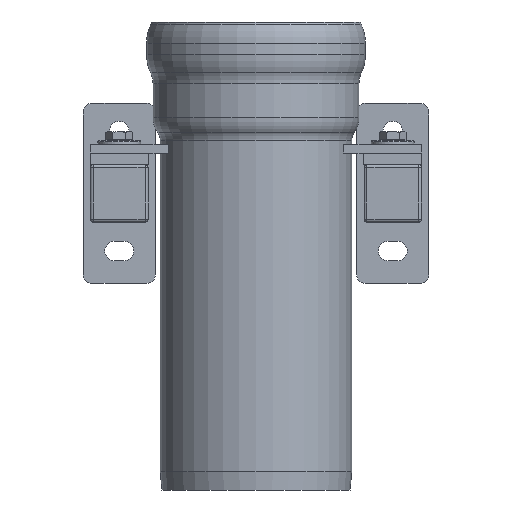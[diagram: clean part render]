
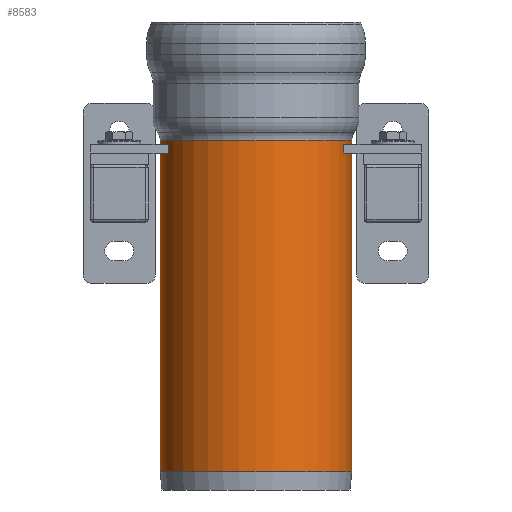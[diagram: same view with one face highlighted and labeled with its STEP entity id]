
A CAD part, front view. The second image highlights one B-rep face of the part: STEP entity #8583.
In plain terms, the highlighted cylindrical face has radius 66.5 mm (diameter 133 mm), a full revolution.
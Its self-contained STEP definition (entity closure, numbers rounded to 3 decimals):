
#935=FACE_OUTER_BOUND('',#1521,.T.);
#1521=EDGE_LOOP('',(#7544,#7545,#7546,#7547,#7548));
#2303=LINE('',#15651,#3061);
#3061=VECTOR('',#11775,66.5);
#3474=CIRCLE('',#9433,66.5);
#3475=CIRCLE('',#9435,66.5);
#3476=CIRCLE('',#9436,66.5);
#4220=VERTEX_POINT('',#15644);
#4221=VERTEX_POINT('',#15648);
#4222=VERTEX_POINT('',#15649);
#5337=EDGE_CURVE('',#4220,#4220,#3474,.T.);
#5339=EDGE_CURVE('',#4221,#4222,#3475,.T.);
#5340=EDGE_CURVE('',#4221,#4220,#2303,.T.);
#5341=EDGE_CURVE('',#4222,#4221,#3476,.T.);
#7544=ORIENTED_EDGE('',*,*,#5339,.F.);
#7545=ORIENTED_EDGE('',*,*,#5340,.T.);
#7546=ORIENTED_EDGE('',*,*,#5337,.T.);
#7547=ORIENTED_EDGE('',*,*,#5340,.F.);
#7548=ORIENTED_EDGE('',*,*,#5341,.F.);
#8174=CYLINDRICAL_SURFACE('',#9434,66.5);
#8583=ADVANCED_FACE('',(#935),#8174,.T.);
#9433=AXIS2_PLACEMENT_3D('',#15645,#11768,#11769);
#9434=AXIS2_PLACEMENT_3D('',#15647,#11771,#11772);
#9435=AXIS2_PLACEMENT_3D('',#15650,#11773,#11774);
#9436=AXIS2_PLACEMENT_3D('',#15652,#11776,#11777);
#11768=DIRECTION('center_axis',(0.,0.,1.));
#11769=DIRECTION('ref_axis',(1.,0.,0.));
#11771=DIRECTION('center_axis',(0.,0.,1.));
#11772=DIRECTION('ref_axis',(1.,0.,0.));
#11773=DIRECTION('center_axis',(0.,0.,1.));
#11774=DIRECTION('ref_axis',(1.,0.,0.));
#11775=DIRECTION('',(0.,0.,-1.));
#11776=DIRECTION('center_axis',(0.,0.,1.));
#11777=DIRECTION('ref_axis',(1.,0.,0.));
#15644=CARTESIAN_POINT('',(-2982.697,-168.,196.683));
#15645=CARTESIAN_POINT('Origin',(-2916.197,-168.,196.683));
#15647=CARTESIAN_POINT('Origin',(-2916.197,-168.,197.933));
#15648=CARTESIAN_POINT('',(-2982.697,-168.,426.683));
#15649=CARTESIAN_POINT('',(-2916.197,-101.5,426.683));
#15650=CARTESIAN_POINT('Origin',(-2916.197,-168.,426.683));
#15651=CARTESIAN_POINT('',(-2982.697,-168.,197.933));
#15652=CARTESIAN_POINT('Origin',(-2916.197,-168.,426.683));
